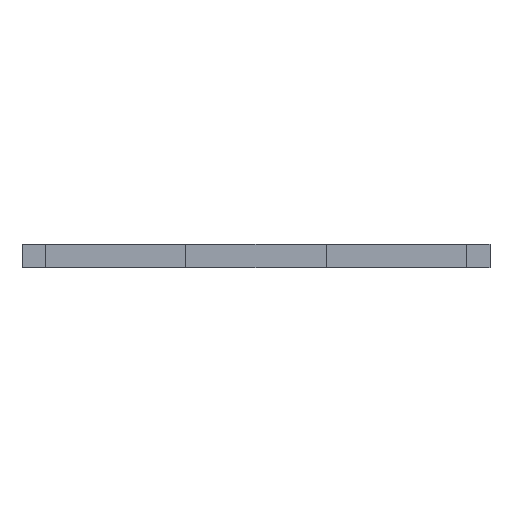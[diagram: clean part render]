
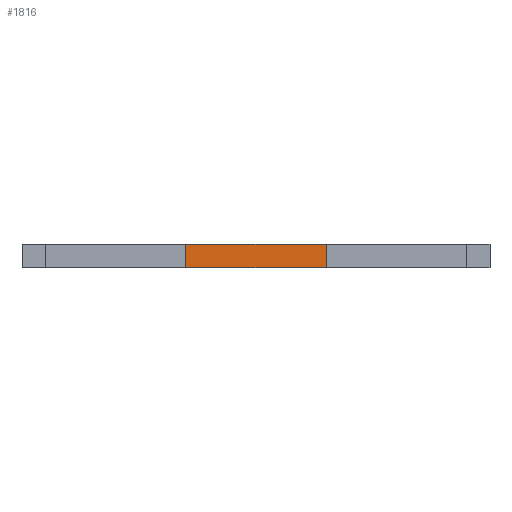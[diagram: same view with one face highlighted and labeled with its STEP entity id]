
A CAD part, left-side view. The second image highlights one B-rep face of the part: STEP entity #1816.
In plain terms, the highlighted planar face has unit normal (-1, 0, 0).
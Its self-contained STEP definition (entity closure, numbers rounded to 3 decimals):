
#68=PLANE('',#1974);
#156=FACE_OUTER_BOUND('',#258,.T.);
#258=EDGE_LOOP('',(#1507,#1508,#1509,#1510));
#364=LINE('',#2677,#570);
#443=LINE('',#2892,#649);
#444=LINE('',#2893,#650);
#445=LINE('',#2894,#651);
#570=VECTOR('',#2162,10.);
#649=VECTOR('',#2363,10.);
#650=VECTOR('',#2364,10.);
#651=VECTOR('',#2365,10.);
#841=VERTEX_POINT('',#2673);
#843=VERTEX_POINT('',#2676);
#917=VERTEX_POINT('',#2890);
#918=VERTEX_POINT('',#2891);
#1032=EDGE_CURVE('',#843,#841,#364,.T.);
#1143=EDGE_CURVE('',#917,#918,#443,.T.);
#1144=EDGE_CURVE('',#918,#843,#444,.T.);
#1145=EDGE_CURVE('',#917,#841,#445,.T.);
#1507=ORIENTED_EDGE('',*,*,#1143,.T.);
#1508=ORIENTED_EDGE('',*,*,#1144,.T.);
#1509=ORIENTED_EDGE('',*,*,#1032,.T.);
#1510=ORIENTED_EDGE('',*,*,#1145,.F.);
#1816=ADVANCED_FACE('',(#156),#68,.F.);
#1974=AXIS2_PLACEMENT_3D('',#2889,#2361,#2362);
#2162=DIRECTION('',(0.,1.,0.));
#2361=DIRECTION('center_axis',(1.,0.,0.));
#2362=DIRECTION('ref_axis',(0.,1.,0.));
#2363=DIRECTION('',(0.,-1.,0.));
#2364=DIRECTION('',(0.,0.,1.));
#2365=DIRECTION('',(0.,0.,1.));
#2673=CARTESIAN_POINT('',(-80.,15.,80.));
#2676=CARTESIAN_POINT('',(-80.,-15.,80.));
#2677=CARTESIAN_POINT('',(-80.,15.,80.));
#2889=CARTESIAN_POINT('Origin',(-80.,-15.,75.));
#2890=CARTESIAN_POINT('',(-80.,15.,75.));
#2891=CARTESIAN_POINT('',(-80.,-15.,75.));
#2892=CARTESIAN_POINT('',(-80.,15.,75.));
#2893=CARTESIAN_POINT('',(-80.,-15.,75.));
#2894=CARTESIAN_POINT('',(-80.,15.,75.));
